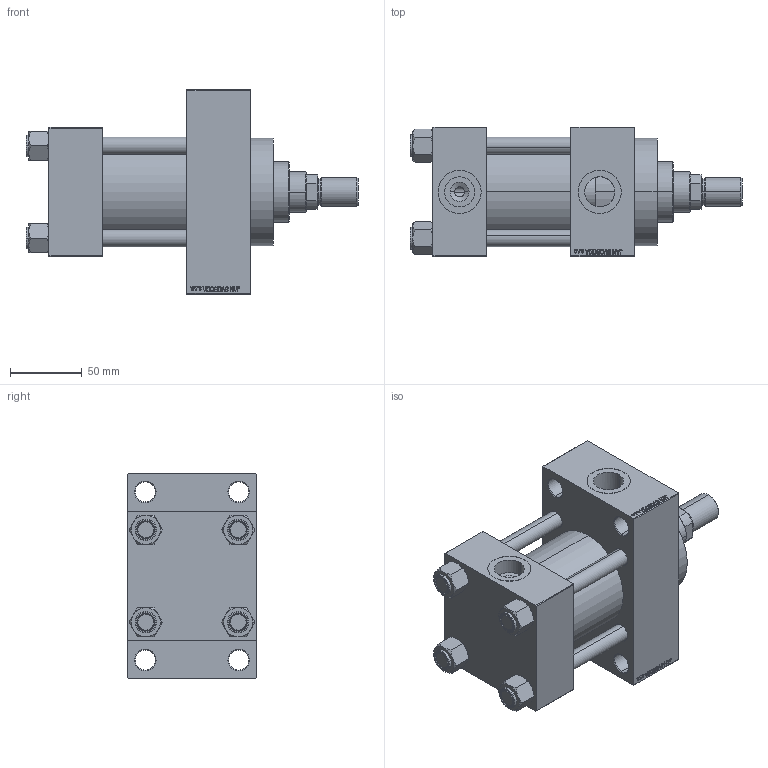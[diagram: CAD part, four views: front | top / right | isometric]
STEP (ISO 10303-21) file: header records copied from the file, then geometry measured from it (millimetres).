
FILE_DESCRIPTION (( 'STEP AP203' ), '1' );
FILE_NAME ('d3cd.STEP', '2023-08-22T16:34:10', ( '' ), ( '' ), 'SwSTEP 2.0', 'SolidWorks 2019', '' );
FILE_SCHEMA (( 'CONFIG_CONTROL_DESIGN' ));
Length unit declared in the file: millimetre
Products named in the file (7): d3cd; ROD_END_AH 3eb5252df3e9d85133a081b8a6fee77c; V215CR_D_Body 3eb5252df3e9d85133a081b8a6fee77c; V215_VC_A 3eb5252df3e9d85133a081b8a6fee77c; NUT_M5_D 3eb5252df3e9d85133a081b8a6fee77c; V215CR_VCP_D 3eb5252df3e9d85133a081b8a6fee77c; V215CR_D_TYCINKA 3eb5252df3e9d85133a081b8a6fee77c
Assembly tree (12 placements, depth 2):
  d3cd
    V215CR_D_Body 3eb5252df3e9d85133a081b8a6fee77c
    V215CR_VCP_D 3eb5252df3e9d85133a081b8a6fee77c
    NUT_M5_D 3eb5252df3e9d85133a081b8a6fee77c  x4
    V215CR_D_TYCINKA 3eb5252df3e9d85133a081b8a6fee77c  x4
    V215_VC_A 3eb5252df3e9d85133a081b8a6fee77c
    ROD_END_AH 3eb5252df3e9d85133a081b8a6fee77c
Bounding box: 231 x 90 x 142 mm (x, y, z)
Volume: 1105006.6 mm3; surface area: 202747 mm2
Topology: 12 solids, 12 shells, 1117 faces, 2777 edges, 1797 vertices
Faces by surface type: plane 501, bspline 368, cone 146, cylinder 92, torus 10
Entity records: 47680 total; most frequent: CARTESIAN_POINT 25137, ORIENTED_EDGE 5046, DIRECTION 3265, EDGE_CURVE 2523, VERTEX_POINT 1653, VECTOR 1511, LINE 1511, EDGE_LOOP 1130
